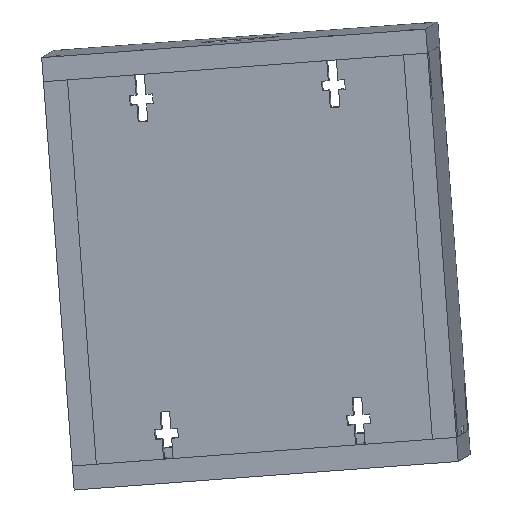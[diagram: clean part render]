
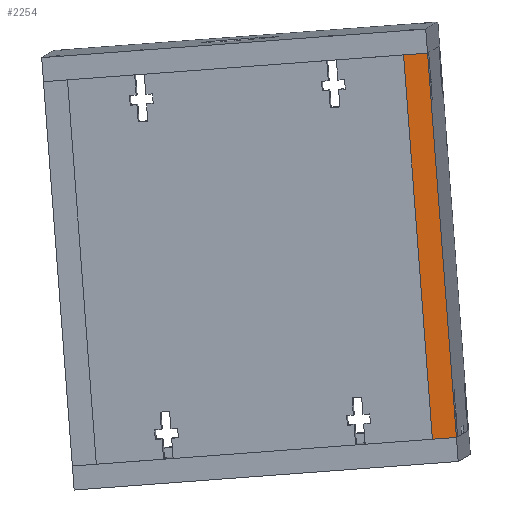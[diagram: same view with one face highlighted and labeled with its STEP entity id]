
A CAD part, left-side view. The second image highlights one B-rep face of the part: STEP entity #2254.
In plain terms, the highlighted face is planar.
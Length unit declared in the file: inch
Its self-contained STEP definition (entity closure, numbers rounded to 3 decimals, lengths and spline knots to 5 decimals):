
#49 = AXIS2_PLACEMENT_3D ( 'NONE', #3370, #1656, #2200 ) ;
#304 = VERTEX_POINT ( 'NONE', #5652 ) ;
#667 = ORIENTED_EDGE ( 'NONE', *, *, #5709, .T. ) ;
#756 = VERTEX_POINT ( 'NONE', #4937 ) ;
#910 = LINE ( 'NONE', #953, #1913 ) ;
#923 = VECTOR ( 'NONE', #2342, 39.37008 ) ;
#953 = CARTESIAN_POINT ( 'NONE',  ( 4., 0., 0.25 ) ) ;
#964 = VERTEX_POINT ( 'NONE', #5233 ) ;
#1117 = EDGE_LOOP ( 'NONE', ( #667, #6237, #6393, #7421 ) ) ;
#1178 = CARTESIAN_POINT ( 'NONE',  ( 0., 0., 0. ) ) ;
#1288 = VERTEX_POINT ( 'NONE', #3383 ) ;
#1656 = DIRECTION ( 'NONE',  ( 0., 1., 0. ) ) ;
#1913 = VECTOR ( 'NONE', #7502, 39.37008 ) ;
#2049 = VECTOR ( 'NONE', #4217, 39.37008 ) ;
#2200 = DIRECTION ( 'NONE',  ( 0., 0., 1. ) ) ;
#2254 = ADVANCED_FACE ( 'NONE', ( #5124 ), #7003, .F. ) ;
#2342 = DIRECTION ( 'NONE',  ( 1., 0., 0. ) ) ;
#3370 = CARTESIAN_POINT ( 'NONE',  ( 0., 0., 0.25 ) ) ;
#3383 = CARTESIAN_POINT ( 'NONE',  ( 0., 0., 0.25 ) ) ;
#4217 = DIRECTION ( 'NONE',  ( 1., 0., 0. ) ) ;
#4718 = LINE ( 'NONE', #7097, #7542 ) ;
#4763 = CARTESIAN_POINT ( 'NONE',  ( 0., 0., 0.25 ) ) ;
#4937 = CARTESIAN_POINT ( 'NONE',  ( 0., 0., 0. ) ) ;
#5124 = FACE_OUTER_BOUND ( 'NONE', #1117, .T. ) ;
#5160 = EDGE_CURVE ( 'NONE', #304, #964, #910, .T. ) ;
#5177 = DIRECTION ( 'NONE',  ( 0., 0., -1. ) ) ;
#5190 = LINE ( 'NONE', #1178, #923 ) ;
#5233 = CARTESIAN_POINT ( 'NONE',  ( 4., 0., 0. ) ) ;
#5652 = CARTESIAN_POINT ( 'NONE',  ( 4., 0., 0.25 ) ) ;
#5709 = EDGE_CURVE ( 'NONE', #756, #964, #5190, .T. ) ;
#5965 = LINE ( 'NONE', #4763, #2049 ) ;
#6152 = EDGE_CURVE ( 'NONE', #1288, #756, #4718, .T. ) ;
#6237 = ORIENTED_EDGE ( 'NONE', *, *, #5160, .F. ) ;
#6393 = ORIENTED_EDGE ( 'NONE', *, *, #7245, .F. ) ;
#7003 = PLANE ( 'NONE',  #49 ) ;
#7097 = CARTESIAN_POINT ( 'NONE',  ( 0., 0., 0.25 ) ) ;
#7245 = EDGE_CURVE ( 'NONE', #1288, #304, #5965, .T. ) ;
#7421 = ORIENTED_EDGE ( 'NONE', *, *, #6152, .T. ) ;
#7502 = DIRECTION ( 'NONE',  ( 0., 0., -1. ) ) ;
#7542 = VECTOR ( 'NONE', #5177, 39.37008 ) ;
